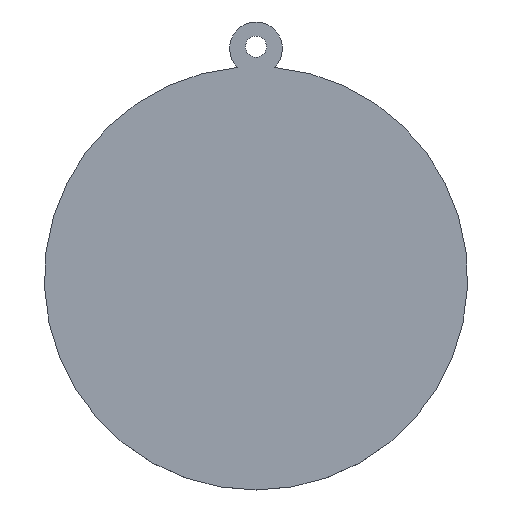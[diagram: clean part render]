
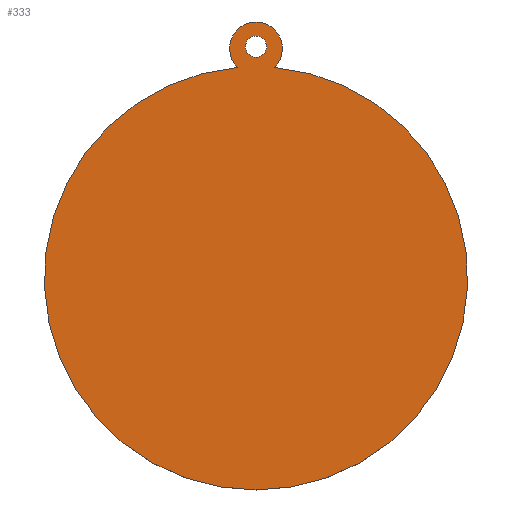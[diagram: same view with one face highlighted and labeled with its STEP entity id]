
A CAD part, top view. The second image highlights one B-rep face of the part: STEP entity #333.
In plain terms, the highlighted planar face has unit normal (0, 0, 1).
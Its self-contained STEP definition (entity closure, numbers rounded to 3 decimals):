
#58 = VERTEX_POINT('',#59);
#59 = CARTESIAN_POINT('',(0.,48.548,
    1.6));
#65 = EDGE_CURVE('',#58,#66,#68,.T.);
#66 = VERTEX_POINT('',#67);
#67 = CARTESIAN_POINT('',(3.475,39.984,1.6)
  );
#68 = CIRCLE('',#69,4.987);
#69 = AXIS2_PLACEMENT_3D('',#70,#71,#72);
#70 = CARTESIAN_POINT('',(0.,43.561,
    1.6));
#71 = DIRECTION('',(0.,0.,-1.));
#72 = DIRECTION('',(0.,1.,0.));
#98 = EDGE_CURVE('',#66,#99,#101,.T.);
#99 = VERTEX_POINT('',#100);
#100 = CARTESIAN_POINT('',(3.483,39.962,1.6
    ));
#101 = CIRCLE('',#102,0.013);
#102 = AXIS2_PLACEMENT_3D('',#103,#104,#105);
#103 = CARTESIAN_POINT('',(3.484,39.975,1.6)
  );
#104 = DIRECTION('',(0.,0.,1.));
#105 = DIRECTION('',(-0.697,0.717,0.));
#131 = EDGE_CURVE('',#99,#132,#134,.T.);
#132 = VERTEX_POINT('',#133);
#133 = CARTESIAN_POINT('',(0.,-39.86,
    1.6));
#134 = CIRCLE('',#135,39.987);
#135 = AXIS2_PLACEMENT_3D('',#136,#137,#138);
#136 = CARTESIAN_POINT('',(0.,0.127,
    1.6));
#137 = DIRECTION('',(0.,0.,-1.));
#138 = DIRECTION('',(0.087,0.996,0.));
#164 = EDGE_CURVE('',#132,#165,#167,.T.);
#165 = VERTEX_POINT('',#166);
#166 = CARTESIAN_POINT('',(-3.483,39.962,
    1.6));
#167 = CIRCLE('',#168,39.987);
#168 = AXIS2_PLACEMENT_3D('',#169,#170,#171);
#169 = CARTESIAN_POINT('',(0.,0.127,
    1.6));
#170 = DIRECTION('',(0.,0.,-1.));
#171 = DIRECTION('',(0.,-1.,-0.));
#197 = EDGE_CURVE('',#165,#198,#200,.T.);
#198 = VERTEX_POINT('',#199);
#199 = CARTESIAN_POINT('',(-3.475,39.984,
    1.6));
#200 = CIRCLE('',#201,0.013);
#201 = AXIS2_PLACEMENT_3D('',#202,#203,#204);
#202 = CARTESIAN_POINT('',(-3.484,39.975,1.6
    ));
#203 = DIRECTION('',(0.,0.,1.));
#204 = DIRECTION('',(0.087,-0.996,0.));
#230 = EDGE_CURVE('',#198,#58,#231,.T.);
#231 = CIRCLE('',#232,4.987);
#232 = AXIS2_PLACEMENT_3D('',#233,#234,#235);
#233 = CARTESIAN_POINT('',(0.,43.561,
    1.6));
#234 = DIRECTION('',(0.,0.,-1.));
#235 = DIRECTION('',(-0.697,-0.717,-0.));
#256 = VERTEX_POINT('',#257);
#257 = CARTESIAN_POINT('',(2.,43.879,1.6)
  );
#263 = EDGE_CURVE('',#256,#264,#266,.T.);
#264 = VERTEX_POINT('',#265);
#265 = CARTESIAN_POINT('',(-2.,43.879,1.6
    ));
#266 = CIRCLE('',#267,2.);
#267 = AXIS2_PLACEMENT_3D('',#268,#269,#270);
#268 = CARTESIAN_POINT('',(0.,43.879,1.6));
#269 = DIRECTION('',(0.,0.,1.));
#270 = DIRECTION('',(1.,0.,-0.));
#296 = EDGE_CURVE('',#264,#256,#297,.T.);
#297 = CIRCLE('',#298,2.);
#298 = AXIS2_PLACEMENT_3D('',#299,#300,#301);
#299 = CARTESIAN_POINT('',(0.,43.879,1.6));
#300 = DIRECTION('',(0.,0.,1.));
#301 = DIRECTION('',(-1.,0.,0.));
#333 = ADVANCED_FACE('',(#334,#342),#346,.F.);
#334 = FACE_BOUND('',#335,.F.);
#335 = EDGE_LOOP('',(#336,#337,#338,#339,#340,#341));
#336 = ORIENTED_EDGE('',*,*,#65,.T.);
#337 = ORIENTED_EDGE('',*,*,#98,.T.);
#338 = ORIENTED_EDGE('',*,*,#131,.T.);
#339 = ORIENTED_EDGE('',*,*,#164,.T.);
#340 = ORIENTED_EDGE('',*,*,#197,.T.);
#341 = ORIENTED_EDGE('',*,*,#230,.T.);
#342 = FACE_BOUND('',#343,.F.);
#343 = EDGE_LOOP('',(#344,#345));
#344 = ORIENTED_EDGE('',*,*,#263,.T.);
#345 = ORIENTED_EDGE('',*,*,#296,.T.);
#346 = PLANE('',#347);
#347 = AXIS2_PLACEMENT_3D('',#348,#349,#350);
#348 = CARTESIAN_POINT('',(0.,3.207,
    1.6));
#349 = DIRECTION('',(-0.,-0.,-1.));
#350 = DIRECTION('',(-1.,0.,0.));
